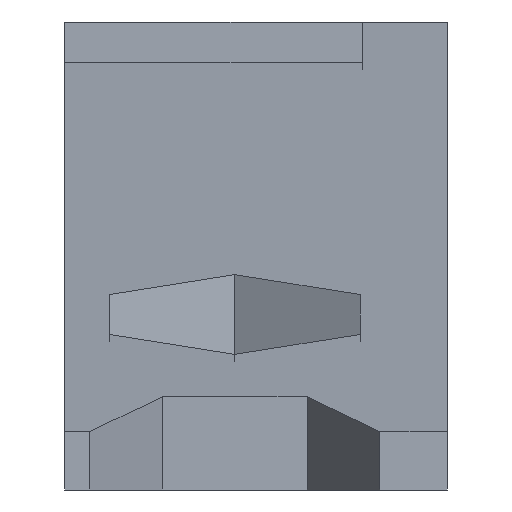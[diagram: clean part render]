
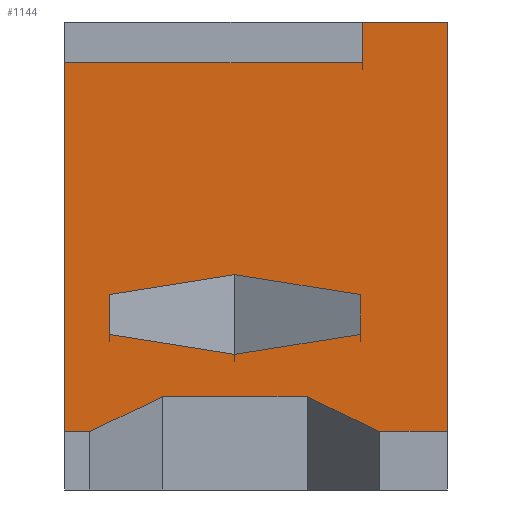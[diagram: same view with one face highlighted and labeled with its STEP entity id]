
A CAD part, left-side view. The second image highlights one B-rep face of the part: STEP entity #1144.
In plain terms, the highlighted planar face has unit normal (-0.265, 0, 0.964).
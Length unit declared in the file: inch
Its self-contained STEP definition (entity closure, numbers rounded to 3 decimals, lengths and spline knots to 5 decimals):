
#61=FACE_BOUND('',#200,.T.);
#120=FACE_OUTER_BOUND('',#199,.T.);
#199=EDGE_LOOP('',(#1005,#1006,#1007,#1008,#1009,#1010,#1011,#1012,#1013,
#1014));
#200=EDGE_LOOP('',(#1015,#1016,#1017,#1018,#1019,#1020));
#219=LINE('',#1544,#352);
#229=LINE('',#1564,#362);
#231=LINE('',#1568,#364);
#251=LINE('',#1607,#384);
#253=LINE('',#1619,#386);
#256=LINE('',#1625,#389);
#264=LINE('',#1651,#397);
#268=LINE('',#1659,#401);
#271=LINE('',#1665,#404);
#274=LINE('',#1671,#407);
#277=LINE('',#1677,#410);
#280=LINE('',#1682,#413);
#282=LINE('',#1689,#415);
#284=LINE('',#1693,#417);
#286=LINE('',#1696,#419);
#351=LINE('',#1840,#484);
#352=VECTOR('',#1255,0.3937);
#362=VECTOR('',#1271,0.3937);
#364=VECTOR('',#1275,0.3937);
#384=VECTOR('',#1297,0.3937);
#386=VECTOR('',#1307,0.3937);
#389=VECTOR('',#1312,0.3937);
#397=VECTOR('',#1334,0.3937);
#401=VECTOR('',#1340,0.3937);
#404=VECTOR('',#1345,0.3937);
#407=VECTOR('',#1350,0.3937);
#410=VECTOR('',#1355,0.3937);
#413=VECTOR('',#1360,0.3937);
#415=VECTOR('',#1368,0.3937);
#417=VECTOR('',#1372,0.3937);
#419=VECTOR('',#1376,0.3937);
#484=VECTOR('',#1513,0.3937);
#485=VERTEX_POINT('',#1542);
#486=VERTEX_POINT('',#1543);
#493=VERTEX_POINT('',#1563);
#494=VERTEX_POINT('',#1567);
#512=VERTEX_POINT('',#1605);
#517=VERTEX_POINT('',#1616);
#518=VERTEX_POINT('',#1618);
#520=VERTEX_POINT('',#1624);
#530=VERTEX_POINT('',#1649);
#531=VERTEX_POINT('',#1650);
#534=VERTEX_POINT('',#1658);
#536=VERTEX_POINT('',#1664);
#538=VERTEX_POINT('',#1670);
#540=VERTEX_POINT('',#1676);
#543=VERTEX_POINT('',#1688);
#544=VERTEX_POINT('',#1692);
#591=EDGE_CURVE('',#485,#486,#219,.T.);
#601=EDGE_CURVE('',#486,#493,#229,.T.);
#603=EDGE_CURVE('',#494,#493,#231,.T.);
#623=EDGE_CURVE('',#485,#512,#251,.T.);
#628=EDGE_CURVE('',#517,#518,#253,.T.);
#631=EDGE_CURVE('',#520,#512,#256,.T.);
#644=EDGE_CURVE('',#530,#531,#264,.T.);
#648=EDGE_CURVE('',#531,#534,#268,.T.);
#651=EDGE_CURVE('',#534,#536,#271,.T.);
#654=EDGE_CURVE('',#536,#538,#274,.T.);
#657=EDGE_CURVE('',#540,#530,#277,.T.);
#660=EDGE_CURVE('',#538,#540,#280,.T.);
#663=EDGE_CURVE('',#518,#543,#282,.T.);
#665=EDGE_CURVE('',#543,#544,#284,.T.);
#667=EDGE_CURVE('',#544,#520,#286,.T.);
#738=EDGE_CURVE('',#517,#494,#351,.T.);
#1005=ORIENTED_EDGE('',*,*,#601,.F.);
#1006=ORIENTED_EDGE('',*,*,#591,.F.);
#1007=ORIENTED_EDGE('',*,*,#623,.T.);
#1008=ORIENTED_EDGE('',*,*,#631,.F.);
#1009=ORIENTED_EDGE('',*,*,#667,.F.);
#1010=ORIENTED_EDGE('',*,*,#665,.F.);
#1011=ORIENTED_EDGE('',*,*,#663,.F.);
#1012=ORIENTED_EDGE('',*,*,#628,.F.);
#1013=ORIENTED_EDGE('',*,*,#738,.T.);
#1014=ORIENTED_EDGE('',*,*,#603,.T.);
#1015=ORIENTED_EDGE('',*,*,#654,.F.);
#1016=ORIENTED_EDGE('',*,*,#651,.F.);
#1017=ORIENTED_EDGE('',*,*,#648,.F.);
#1018=ORIENTED_EDGE('',*,*,#644,.F.);
#1019=ORIENTED_EDGE('',*,*,#657,.F.);
#1020=ORIENTED_EDGE('',*,*,#660,.F.);
#1093=PLANE('',#1241);
#1144=ADVANCED_FACE('',(#120,#61),#1093,.T.);
#1241=AXIS2_PLACEMENT_3D('',#1847,#1520,#1521);
#1255=DIRECTION('',(0.,-1.,0.));
#1271=DIRECTION('',(0.964,0.,0.265));
#1275=DIRECTION('',(0.,1.,0.));
#1297=DIRECTION('',(-0.964,0.,-0.265));
#1307=DIRECTION('',(0.,1.,0.));
#1312=DIRECTION('',(0.,1.,0.));
#1334=DIRECTION('',(-0.495,-0.858,-0.136));
#1340=DIRECTION('',(0.495,-0.858,0.136));
#1345=DIRECTION('',(0.964,0.,0.265));
#1350=DIRECTION('',(0.495,0.858,0.136));
#1355=DIRECTION('',(-0.964,0.,-0.265));
#1360=DIRECTION('',(-0.495,0.858,-0.136));
#1368=DIRECTION('',(0.842,0.486,0.232));
#1372=DIRECTION('',(0.,1.,0.));
#1376=DIRECTION('',(-0.842,0.486,-0.232));
#1513=DIRECTION('',(0.964,0.,0.265));
#1520=DIRECTION('center_axis',(-0.265,0.,0.964));
#1521=DIRECTION('ref_axis',(-0.964,0.,-0.265));
#1542=CARTESIAN_POINT('',(1.43701,0.,0.39518));
#1543=CARTESIAN_POINT('',(1.43701,-0.27559,0.39518));
#1544=CARTESIAN_POINT('',(1.43701,0.,0.39518));
#1563=CARTESIAN_POINT('',(1.5748,-0.27559,0.43307));
#1564=CARTESIAN_POINT('',(1.62467,-0.27559,0.44679));
#1567=CARTESIAN_POINT('',(1.5748,-0.35433,0.43307));
#1568=CARTESIAN_POINT('',(1.5748,-0.08858,0.43307));
#1605=CARTESIAN_POINT('',(0.19685,0.,0.05413));
#1607=CARTESIAN_POINT('',(0.7874,0.,0.21654));
#1616=CARTESIAN_POINT('',(0.19685,-0.35433,0.05413));
#1618=CARTESIAN_POINT('',(0.19685,-0.29159,0.05413));
#1619=CARTESIAN_POINT('',(0.19685,0.,0.05413));
#1624=CARTESIAN_POINT('',(0.19685,-0.02337,0.05413));
#1625=CARTESIAN_POINT('',(0.19685,0.,0.05413));
#1649=CARTESIAN_POINT('',(0.5235,-0.04134,0.14396));
#1650=CARTESIAN_POINT('',(0.45644,-0.15748,0.12552));
#1651=CARTESIAN_POINT('',(0.68076,0.23105,0.18721));
#1658=CARTESIAN_POINT('',(0.5235,-0.27362,0.14396));
#1659=CARTESIAN_POINT('',(0.58093,-0.3731,0.15976));
#1664=CARTESIAN_POINT('',(0.65761,-0.27362,0.18084));
#1665=CARTESIAN_POINT('',(1.08611,-0.27362,0.29868));
#1670=CARTESIAN_POINT('',(0.72466,-0.15748,0.19928));
#1671=CARTESIAN_POINT('',(0.84529,0.05145,0.23245));
#1676=CARTESIAN_POINT('',(0.65761,-0.04134,0.18084));
#1677=CARTESIAN_POINT('',(1.14845,-0.04134,0.31582));
#1682=CARTESIAN_POINT('',(0.81127,-0.30749,0.2231));
#1688=CARTESIAN_POINT('',(0.31299,-0.22453,0.08607));
#1689=CARTESIAN_POINT('',(0.81955,0.06793,0.22538));
#1692=CARTESIAN_POINT('',(0.31299,-0.09043,0.08607));
#1693=CARTESIAN_POINT('',(0.31299,-0.11227,0.08607));
#1696=CARTESIAN_POINT('',(0.80997,-0.37736,0.22274));
#1840=CARTESIAN_POINT('',(3.79792,-0.35433,1.04443));
#1847=CARTESIAN_POINT('Origin',(1.5748,0.,0.43307));
